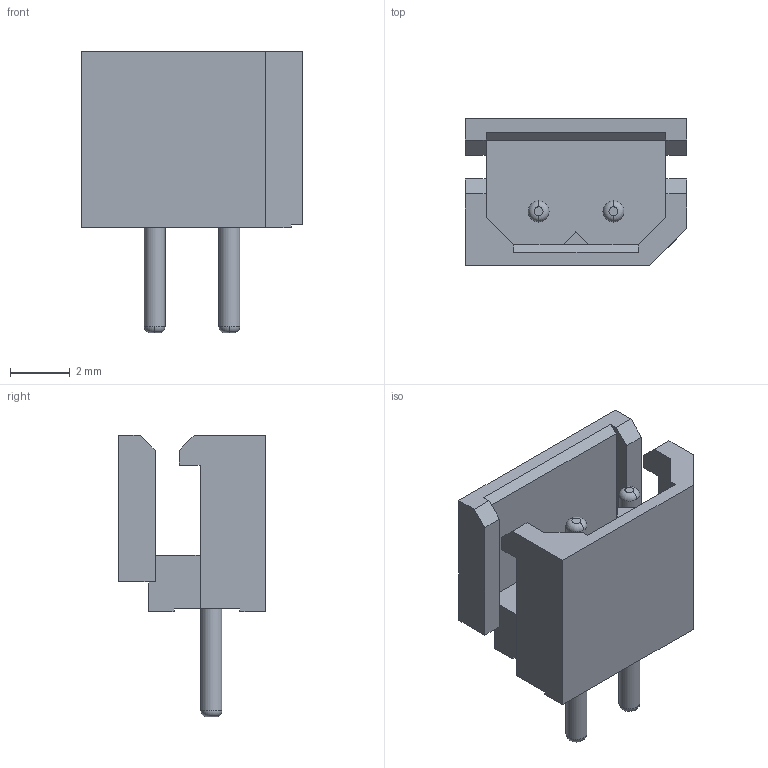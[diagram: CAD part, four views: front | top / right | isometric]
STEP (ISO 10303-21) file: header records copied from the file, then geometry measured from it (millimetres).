
FILE_DESCRIPTION(/* description */ ('STEP AP214'),/* implementation_level */ '2;1');
FILE_NAME(/* name */ '60f59d2d6935e5479a292bdb',/* time_stamp */ '2021-07-19T15:41:34+00:00',/* author */ (''),/* organization */ (''),/* preprocessor_version */ 'ST-DEVELOPER v18.1',/* originating_system */ ' ',/* authorisation */ ' ');
FILE_SCHEMA (('AUTOMOTIVE_DESIGN {1 0 10303 214 3 1 1}'));
Length unit declared in the file: metre
Products named in the file (3): BASE; PIN 2; PIN 1
Bounding box: 7.4 x 4.9 x 9.4 mm (x, y, z)
Volume: 113.6 mm3; surface area: 317 mm2
Topology: 3 solids, 3 shells, 63 faces, 161 edges, 104 vertices
Faces by surface type: plane 51, torus 8, cylinder 4
Full cylindrical faces by diameter (mm): 0.7 x4
Entity records: 1934 total; most frequent: CARTESIAN_POINT 323, DIRECTION 315, ORIENTED_EDGE 310, EDGE_CURVE 155, LINE 127, VECTOR 127, VERTEX_POINT 102, AXIS2_PLACEMENT_3D 94
